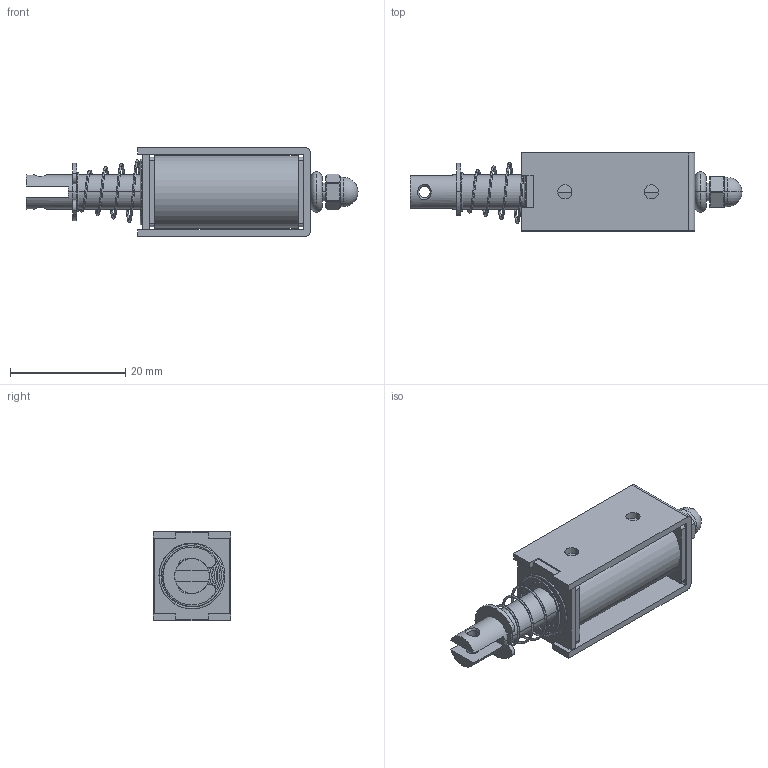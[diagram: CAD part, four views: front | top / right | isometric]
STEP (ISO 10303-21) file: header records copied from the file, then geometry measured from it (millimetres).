
FILE_DESCRIPTION (( 'STEP AP214' ), '1' );
FILE_NAME ('SOLENOID.STEP', '2018-02-13T11:39:06', ( '' ), ( '' ), 'SwSTEP 2.0', 'SolidWorks 2015', '' );
FILE_SCHEMA (( 'AUTOMOTIVE_DESIGN' ));
Length unit declared in the file: millimetre
Products named in the file (10): SOLENOID; goma; tuerca; arandela; tapa carcasa; bobinado; carcasa; muelle; vástago; nucleo
Assembly tree (9 placements, depth 2):
  SOLENOID
    carcasa
    nucleo
    bobinado
    tapa carcasa
    vástago
    arandela
    tuerca
    goma
    muelle
Bounding box: 57.55 x 13.5 x 15.5 mm (x, y, z)
Volume: 5067.4 mm3; surface area: 7533.4 mm2
Topology: 10 solids, 10 shells, 262 faces, 617 edges, 355 vertices
Faces by surface type: cylinder 79, plane 70, sphere 52, torus 49, bspline 6, cone 6
Entity records: 12370 total; most frequent: CARTESIAN_POINT 5852, DIRECTION 1447, ORIENTED_EDGE 1182, AXIS2_PLACEMENT_3D 614, EDGE_CURVE 591, VERTEX_POINT 353, CIRCLE 346, EDGE_LOOP 288
